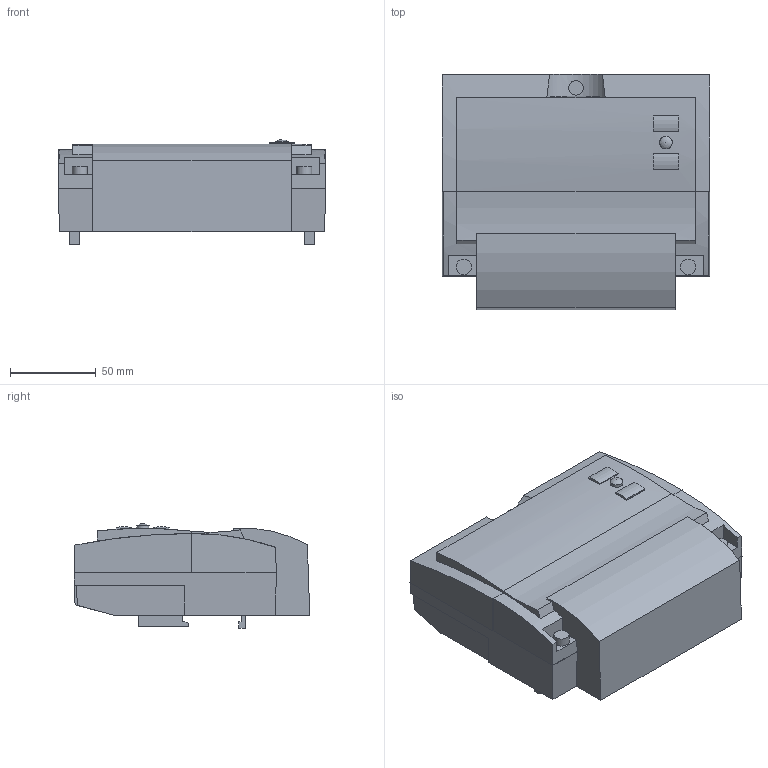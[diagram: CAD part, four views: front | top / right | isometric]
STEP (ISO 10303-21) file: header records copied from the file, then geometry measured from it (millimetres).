
FILE_DESCRIPTION(('STEP AP203'), '1');
FILE_NAME('Ì200 ñ êðûøêîé', '2018-05-17T09:58:54', ('Konstruktor'), (''), 'ASCON STEP Converter 1.3', 'ASCON Math Kernel', '');
FILE_SCHEMA(('CONFIG_CONTROL_DESIGN'));
Length unit declared in the file: millimetre
Bounding box: 156 x 137.5 x 61.2 mm (x, y, z)
Volume: 899453.7 mm3; surface area: 83608.2 mm2
Topology: 1 solids, 5 shells, 250 faces, 650 edges, 421 vertices
Faces by surface type: plane 227, cylinder 21, cone 1, sphere 1
Full cylindrical faces by diameter (mm): 8.4 x1, 9 x2
Entity records: 9623 total; most frequent: CARTESIAN_POINT 1469, ORIENTED_EDGE 1288, DIRECTION 1186, EDGE_CURVE 644, LINE 588, VECTOR 588, VERTEX_POINT 421, AXIS2_PLACEMENT_3D 299
